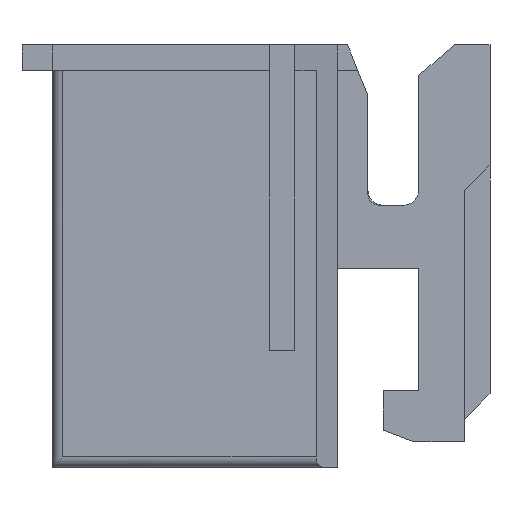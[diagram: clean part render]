
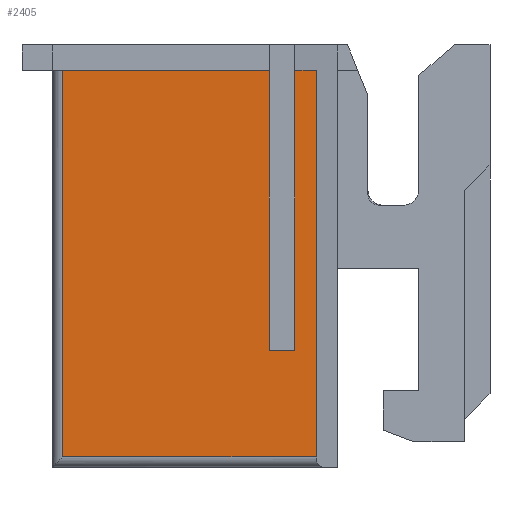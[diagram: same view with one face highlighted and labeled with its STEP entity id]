
A CAD part, left-side view. The second image highlights one B-rep face of the part: STEP entity #2405.
In plain terms, the highlighted planar face has unit normal (-1, 0, 0).
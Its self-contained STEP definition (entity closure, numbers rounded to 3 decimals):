
#146 = CARTESIAN_POINT ( 'NONE',  ( -2.35, -2.383, 7.8 ) ) ;
#405 = CARTESIAN_POINT ( 'NONE',  ( -2.35, -2.383, 0.2 ) ) ;
#611 = VECTOR ( 'NONE', #3564, 1000. ) ;
#879 = VECTOR ( 'NONE', #5131, 1000. ) ;
#1301 = DIRECTION ( 'NONE',  ( -1., 0., 0. ) ) ;
#1329 = DIRECTION ( 'NONE',  ( 0., 0., -1. ) ) ;
#1341 = LINE ( 'NONE', #2154, #4363 ) ;
#1390 = DIRECTION ( 'NONE',  ( 0., 0., 1. ) ) ;
#1410 = VERTEX_POINT ( 'NONE', #5489 ) ;
#1671 = ORIENTED_EDGE ( 'NONE', *, *, #12292, .T. ) ;
#1682 = ORIENTED_EDGE ( 'NONE', *, *, #3897, .F. ) ;
#2036 = CARTESIAN_POINT ( 'NONE',  ( -2.35, 2.6, 7.8 ) ) ;
#2154 = CARTESIAN_POINT ( 'NONE',  ( -2.35, -1.965, 7.8 ) ) ;
#2256 = LINE ( 'NONE', #9835, #6908 ) ;
#2358 = DIRECTION ( 'NONE',  ( 0., 0., 1. ) ) ;
#2405 = ADVANCED_FACE ( 'NONE', ( #11677 ), #4158, .T. ) ;
#2614 = EDGE_CURVE ( 'NONE', #11753, #12133, #2256, .T. ) ;
#2629 = EDGE_CURVE ( 'NONE', #1410, #5249, #8904, .T. ) ;
#3370 = CARTESIAN_POINT ( 'NONE',  ( -2.35, -1.465, 7.8 ) ) ;
#3412 = ORIENTED_EDGE ( 'NONE', *, *, #8413, .F. ) ;
#3477 = EDGE_LOOP ( 'NONE', ( #6163, #3412, #4406, #10350, #1682, #10663, #1671, #11169 ) ) ;
#3564 = DIRECTION ( 'NONE',  ( 0., 1., 0. ) ) ;
#3751 = LINE ( 'NONE', #4558, #611 ) ;
#3897 = EDGE_CURVE ( 'NONE', #7219, #7528, #9086, .T. ) ;
#4125 = AXIS2_PLACEMENT_3D ( 'NONE', #5267, #1301, #2358 ) ;
#4158 = PLANE ( 'NONE',  #4125 ) ;
#4363 = VECTOR ( 'NONE', #8607, 1000. ) ;
#4406 = ORIENTED_EDGE ( 'NONE', *, *, #2614, .T. ) ;
#4509 = LINE ( 'NONE', #7780, #11055 ) ;
#4558 = CARTESIAN_POINT ( 'NONE',  ( -2.35, -1.965, 2.5 ) ) ;
#4721 = CARTESIAN_POINT ( 'NONE',  ( -2.35, -1.965, 7.8 ) ) ;
#4923 = VECTOR ( 'NONE', #1390, 1000. ) ;
#5044 = CARTESIAN_POINT ( 'NONE',  ( -2.35, -1.465, 7.8 ) ) ;
#5131 = DIRECTION ( 'NONE',  ( 0., 0., -1. ) ) ;
#5249 = VERTEX_POINT ( 'NONE', #146 ) ;
#5267 = CARTESIAN_POINT ( 'NONE',  ( -2.35, 2.8, 0. ) ) ;
#5410 = VECTOR ( 'NONE', #11139, 1000. ) ;
#5489 = CARTESIAN_POINT ( 'NONE',  ( -2.35, -2.382, 0.2 ) ) ;
#5583 = CARTESIAN_POINT ( 'NONE',  ( -2.35, 2.6, 0.2 ) ) ;
#5688 = VERTEX_POINT ( 'NONE', #5583 ) ;
#6163 = ORIENTED_EDGE ( 'NONE', *, *, #2629, .T. ) ;
#6295 = VECTOR ( 'NONE', #7872, 1000. ) ;
#6908 = VECTOR ( 'NONE', #1329, 1000. ) ;
#7011 = CARTESIAN_POINT ( 'NONE',  ( -2.35, -1.465, 2.5 ) ) ;
#7119 = EDGE_CURVE ( 'NONE', #1410, #5688, #4509, .T. ) ;
#7219 = VERTEX_POINT ( 'NONE', #5044 ) ;
#7528 = VERTEX_POINT ( 'NONE', #7011 ) ;
#7780 = CARTESIAN_POINT ( 'NONE',  ( -2.35, -2.383, 0.2 ) ) ;
#7872 = DIRECTION ( 'NONE',  ( 0., -1., 0. ) ) ;
#7966 = EDGE_CURVE ( 'NONE', #10690, #7219, #8808, .T. ) ;
#8413 = EDGE_CURVE ( 'NONE', #11753, #5249, #1341, .T. ) ;
#8607 = DIRECTION ( 'NONE',  ( 0., -1., 0. ) ) ;
#8614 = EDGE_CURVE ( 'NONE', #12133, #7528, #3751, .T. ) ;
#8808 = LINE ( 'NONE', #9802, #6295 ) ;
#8904 = LINE ( 'NONE', #405, #4923 ) ;
#9086 = LINE ( 'NONE', #3370, #5410 ) ;
#9802 = CARTESIAN_POINT ( 'NONE',  ( -2.35, 2.6, 7.8 ) ) ;
#9835 = CARTESIAN_POINT ( 'NONE',  ( -2.35, -1.965, 7.8 ) ) ;
#10350 = ORIENTED_EDGE ( 'NONE', *, *, #8614, .T. ) ;
#10663 = ORIENTED_EDGE ( 'NONE', *, *, #7966, .F. ) ;
#10684 = CARTESIAN_POINT ( 'NONE',  ( -2.35, 2.6, 7.8 ) ) ;
#10690 = VERTEX_POINT ( 'NONE', #10684 ) ;
#10736 = LINE ( 'NONE', #2036, #879 ) ;
#11055 = VECTOR ( 'NONE', #11578, 1000. ) ;
#11139 = DIRECTION ( 'NONE',  ( 0., 0., -1. ) ) ;
#11169 = ORIENTED_EDGE ( 'NONE', *, *, #7119, .F. ) ;
#11578 = DIRECTION ( 'NONE',  ( 0., 1., 0. ) ) ;
#11677 = FACE_OUTER_BOUND ( 'NONE', #3477, .T. ) ;
#11753 = VERTEX_POINT ( 'NONE', #4721 ) ;
#11864 = CARTESIAN_POINT ( 'NONE',  ( -2.35, -1.965, 2.5 ) ) ;
#12133 = VERTEX_POINT ( 'NONE', #11864 ) ;
#12292 = EDGE_CURVE ( 'NONE', #10690, #5688, #10736, .T. ) ;
